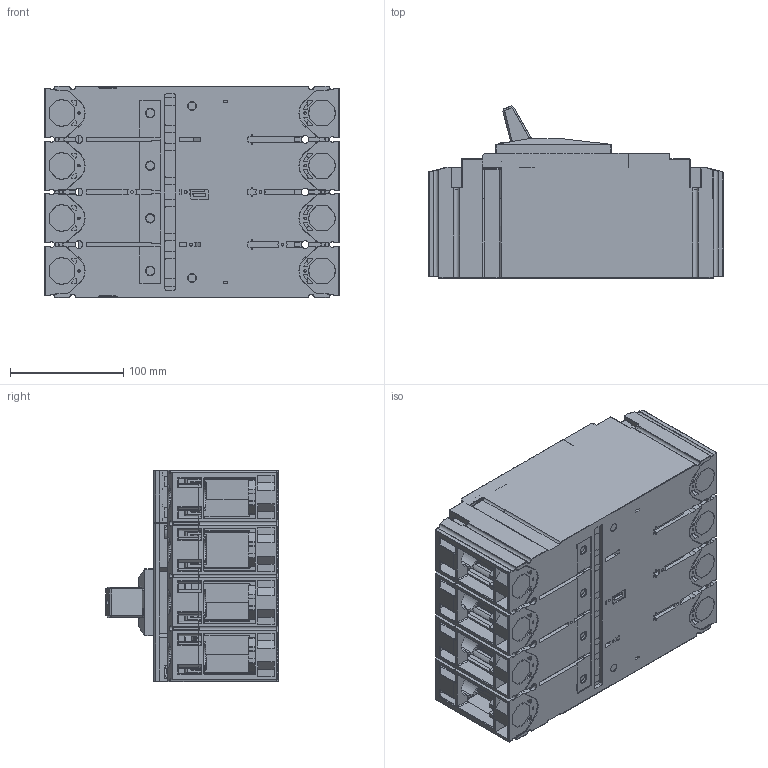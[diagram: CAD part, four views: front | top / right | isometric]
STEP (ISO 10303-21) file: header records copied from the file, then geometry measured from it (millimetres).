
FILE_DESCRIPTION(/* description */ (''),/* implementation_level */ '2;1');
FILE_NAME(/* name */ 'FILE_STP_CAD_DRAWING_3D_P5ME4PS0400-630_prt.stp',/* time_stamp */ '2025-07-28T15:35:12+02:00',/* author */ (''),/* organization */ (''),/* preprocessor_version */ 'ST-DEVELOPER v20',/* originating_system */ 'SIEMENS PLM Software NX2406.8500',/* authorisation */ '');
FILE_SCHEMA (('AUTOMOTIVE_DESIGN { 1 0 10303 214 3 1 1 1 }'));
Products named in the file (1): 3D_P5ME4PS0400-630
Bounding box: 260 x 152.04 x 186.56 mm (x, y, z)
Surface area: 405225.7 mm2 (no closed solid volume)
Topology: 0 solids, 98 shells, 2370 faces, 10753 edges, 8145 vertices
Faces by surface type: plane 1263, cylinder 845, torus 99, cone 67, sphere 46, bspline 38, extrusion 12
Entity records: 114374 total; most frequent: CARTESIAN_POINT 29395, DIRECTION 16810, ORIENTED_EDGE 15820, EDGE_CURVE 10708, VERTEX_POINT 8144, VECTOR 6928, LINE 6916, AXIS2_PLACEMENT_3D 4941
